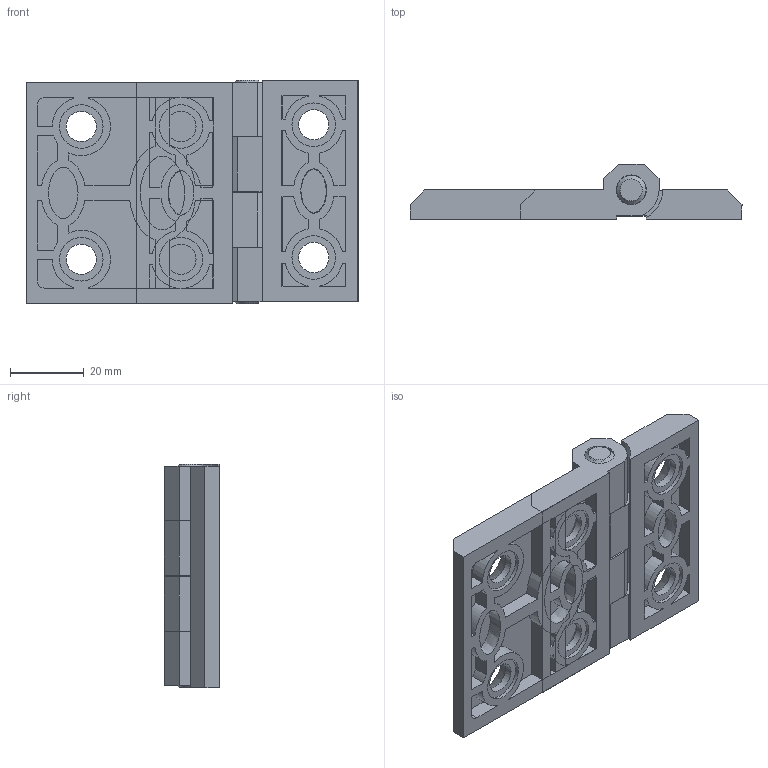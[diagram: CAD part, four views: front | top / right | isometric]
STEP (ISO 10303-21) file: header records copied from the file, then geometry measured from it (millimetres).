
FILE_DESCRIPTION( ( 'STEP AP203' ), '1' );
FILE_NAME( ' ', ' ', ( ' ' ), ( ' ' ), 'PSStep 10.0', ' ', ' ' );
FILE_SCHEMA( ( 'CONFIG_CONTROL_DESIGN' ) );
Length unit declared in the file: millimetre
Products named in the file (4): Assem1; 1; 2; 3
Bounding box: 90 x 15.02 x 60.5 mm (x, y, z)
Volume: 70348 mm3; surface area: 43993.4 mm2
Topology: 6 solids, 6 shells, 682 faces, 1726 edges, 1152 vertices
Faces by surface type: plane 566, cylinder 74, extrusion 30, cone 12
Full cylindrical faces by diameter (mm): 8 x2, 8.1 x8, 8.2 x8, 11.8 x8
Entity records: 10473 total; most frequent: CARTESIAN_POINT 1990, DIRECTION 1679, ORIENTED_EDGE 1660, EDGE_CURVE 830, VECTOR 683, LINE 668, VERTEX_POINT 566, AXIS2_PLACEMENT_3D 498
